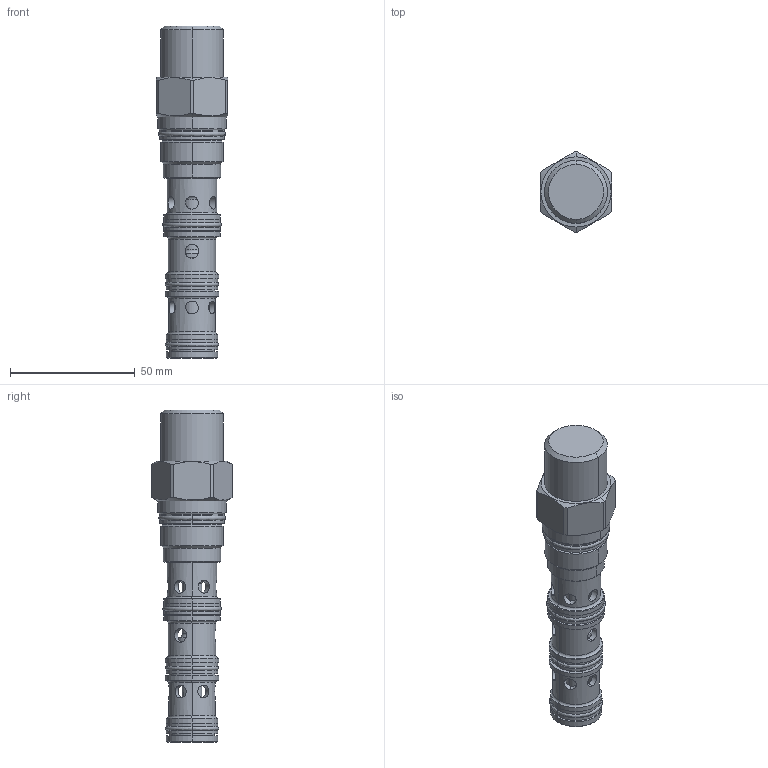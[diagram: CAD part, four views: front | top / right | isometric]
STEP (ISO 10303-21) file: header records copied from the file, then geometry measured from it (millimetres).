
FILE_DESCRIPTION((''),'2;1');
FILE_NAME('DSEO-XCN_PRT','2014-04-16T',('Administrator'),(''),'PRO/ENGINEER BY PARAMETRIC TECHNOLOGY CORPORATION, 2006240','PRO/ENGINEER BY PARAMETRIC TECHNOLOGY CORPORATION, 2006240','');
FILE_SCHEMA(('CONFIG_CONTROL_DESIGN'));
Length unit declared in the file: inch
Products named in the file (1): DSEO-XCN_PRT
Bounding box: 28.57 x 32.21 x 133.34 mm (x, y, z)
Volume: 49748.8 mm3; surface area: 20287.5 mm2
Topology: 4 solids, 4 shells, 364 faces, 786 edges, 476 vertices
Faces by surface type: cylinder 166, torus 92, plane 64, cone 28, revolution 14
Entity records: 12298 total; most frequent: CARTESIAN_POINT 4100, DIRECTION 1858, ORIENTED_EDGE 1564, AXIS2_PLACEMENT_3D 822, EDGE_CURVE 782, VERTEX_POINT 476, CIRCLE 472, EDGE_LOOP 452
